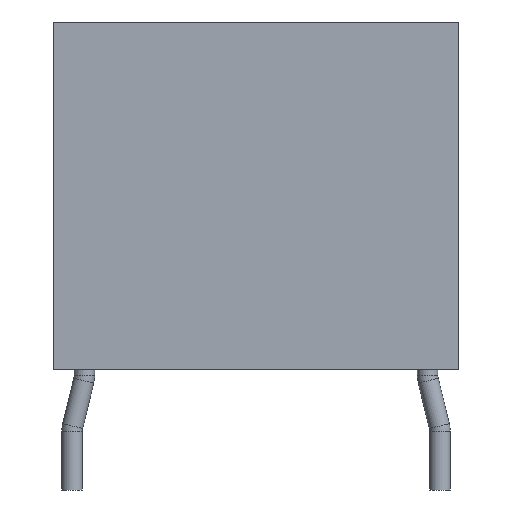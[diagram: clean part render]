
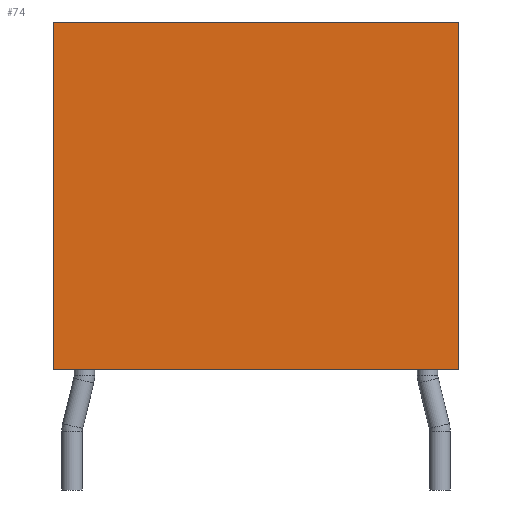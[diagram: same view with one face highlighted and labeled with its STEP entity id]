
A CAD part, front view. The second image highlights one B-rep face of the part: STEP entity #74.
In plain terms, the highlighted planar face has unit normal (0, -1, 0).
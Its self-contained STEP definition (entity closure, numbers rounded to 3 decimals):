
#74=ADVANCED_FACE('',(#80),#75,.T.);
#75=PLANE('',#76);
#76=AXIS2_PLACEMENT_3D('',#77,#78,#79);
#77=CARTESIAN_POINT('',(-1.695,-4.254,0.0));
#78=DIRECTION('',(0.0,-1.0,0.0));
#79=DIRECTION('',(0.,0.,1.));
#80=FACE_OUTER_BOUND('',#81,.T.);
#81=EDGE_LOOP('',(#82,#92,#102,#112));
#85=CARTESIAN_POINT('',(15.806,-4.254,0.0));
#84=VERTEX_POINT('',#85);
#87=CARTESIAN_POINT('',(-1.695,-4.254,0.0));
#86=VERTEX_POINT('',#87);
#83=EDGE_CURVE('',#84,#86,#88,.T.);
#88=LINE('',#85,#90);
#90=VECTOR('',#91,17.501);
#91=DIRECTION('',(-1.0,0.0,0.0));
#82=ORIENTED_EDGE('',*,*,#83,.F.);
#95=CARTESIAN_POINT('',(15.806,-4.254,15.011));
#94=VERTEX_POINT('',#95);
#93=EDGE_CURVE('',#94,#84,#98,.T.);
#98=LINE('',#95,#100);
#100=VECTOR('',#101,15.011);
#101=DIRECTION('',(0.0,0.0,-1.0));
#92=ORIENTED_EDGE('',*,*,#93,.F.);
#105=CARTESIAN_POINT('',(-1.695,-4.254,15.011));
#104=VERTEX_POINT('',#105);
#103=EDGE_CURVE('',#104,#94,#108,.T.);
#108=LINE('',#105,#110);
#110=VECTOR('',#111,17.501);
#111=DIRECTION('',(1.0,0.0,0.0));
#102=ORIENTED_EDGE('',*,*,#103,.F.);
#113=EDGE_CURVE('',#86,#104,#118,.T.);
#118=LINE('',#87,#120);
#120=VECTOR('',#121,15.011);
#121=DIRECTION('',(0.0,0.0,1.0));
#112=ORIENTED_EDGE('',*,*,#113,.F.);
